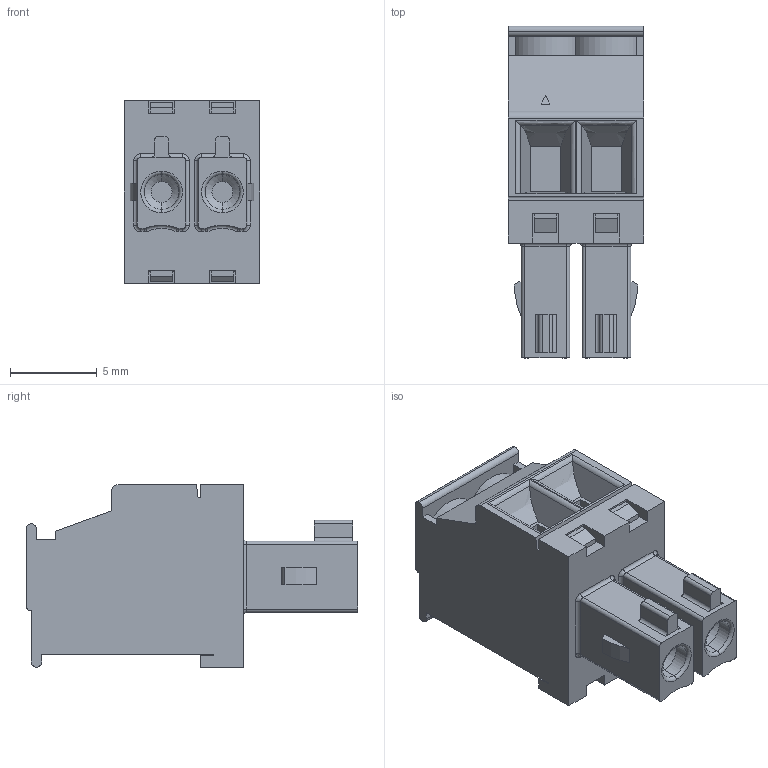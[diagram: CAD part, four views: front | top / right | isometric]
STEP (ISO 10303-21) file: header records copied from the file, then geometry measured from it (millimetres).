
FILE_DESCRIPTION (( 'STEP AP214' ), '1' );
FILE_NAME ('15EDGKA-3.5-02P-14-00AH.STEP', '2021-01-29T19:26:17', ( '' ), ( '' ), 'SwSTEP 2.0', 'SolidWorks 2020', '' );
FILE_SCHEMA (( 'AUTOMOTIVE_DESIGN' ));
Length unit declared in the file: millimetre
Products named in the file (1): 15EDGKA-3.5-02P-14-00AH
Bounding box: 7.8 x 19.1 x 10.5 mm (x, y, z)
Volume: 897.3 mm3; surface area: 1097.3 mm2
Topology: 1 solids, 1 shells, 528 faces, 1399 edges, 912 vertices
Faces by surface type: plane 293, bspline 124, cylinder 71, torus 32, cone 8
Entity records: 26312 total; most frequent: CARTESIAN_POINT 10262, ORIENTED_EDGE 2798, DIRECTION 2117, EDGE_CURVE 1399, VECTOR 931, LINE 931, VERTEX_POINT 912, AXIS2_PLACEMENT_3D 593
